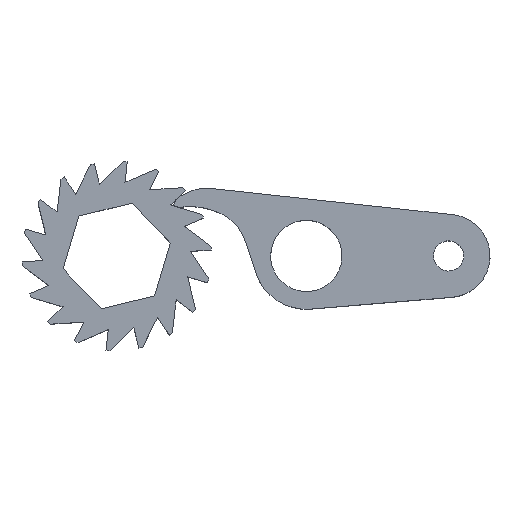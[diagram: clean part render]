
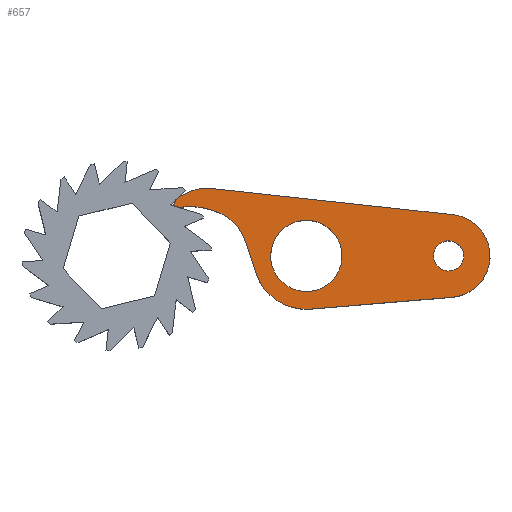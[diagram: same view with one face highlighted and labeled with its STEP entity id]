
A CAD part, top view. The second image highlights one B-rep face of the part: STEP entity #657.
In plain terms, the highlighted planar face has unit normal (0, 0, 1).
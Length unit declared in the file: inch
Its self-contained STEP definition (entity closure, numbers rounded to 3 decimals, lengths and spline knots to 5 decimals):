
#20 = AXIS2_PLACEMENT_3D ( 'NONE', #232, #1075, #352 ) ;
#27 = CARTESIAN_POINT ( 'NONE',  ( -0.58934, 0.13326, 0.17717 ) ) ;
#56 = VERTEX_POINT ( 'NONE', #2647 ) ;
#58 = AXIS2_PLACEMENT_3D ( 'NONE', #1050, #1437, #810 ) ;
#68 = CIRCLE ( 'NONE', #922, 0.375 ) ;
#79 = VECTOR ( 'NONE', #819, 39.37008 ) ;
#92 = CARTESIAN_POINT ( 'NONE',  ( 0., 0., 0.17717 ) ) ;
#99 = CARTESIAN_POINT ( 'NONE',  ( -0.32548, -0.05615, 0.17717 ) ) ;
#114 = CARTESIAN_POINT ( 'NONE',  ( 0.61001, 0.2951, 0.17717 ) ) ;
#157 = EDGE_CURVE ( 'NONE', #56, #897, #2285, .T. ) ;
#186 = CARTESIAN_POINT ( 'NONE',  ( 0.13182, -0.24844, 0.17717 ) ) ;
#211 = CARTESIAN_POINT ( 'NONE',  ( 0.68951, 0.2951, 0.17717 ) ) ;
#228 = DIRECTION ( 'NONE',  ( 0., 0., -1. ) ) ;
#232 = CARTESIAN_POINT ( 'NONE',  ( -0.51298, -0.22151, 0.17717 ) ) ;
#247 = DIRECTION ( 'NONE',  ( 0.661, -0.75, 0. ) ) ;
#257 = EDGE_CURVE ( 'NONE', #976, #1689, #855, .T. ) ;
#271 = PLANE ( 'NONE',  #2112 ) ;
#298 = CARTESIAN_POINT ( 'NONE',  ( -0.50157, 0.02823, 0.17717 ) ) ;
#310 = CARTESIAN_POINT ( 'NONE',  ( -0.75, -0.03, 0.17717 ) ) ;
#350 = DIRECTION ( 'NONE',  ( 0., 0., 1. ) ) ;
#352 = DIRECTION ( 'NONE',  ( 1., 0., 0. ) ) ;
#397 = DIRECTION ( 'NONE',  ( 1., 0., 0. ) ) ;
#437 = DIRECTION ( 'NONE',  ( 1., 0., 0. ) ) ;
#447 = FACE_BOUND ( 'NONE', #1800, .T. ) ;
#479 = VERTEX_POINT ( 'NONE', #734 ) ;
#480 = CARTESIAN_POINT ( 'NONE',  ( -0.21094, -0.18603, 0.17717 ) ) ;
#513 = EDGE_CURVE ( 'NONE', #1576, #1287, #1307, .T. ) ;
#530 = EDGE_LOOP ( 'NONE', ( #881, #1906, #1461, #2248, #2188, #1728, #2242, #1976, #1120, #843, #1665 ) ) ;
#587 = CIRCLE ( 'NONE', #1311, 0.0795 ) ;
#610 = EDGE_CURVE ( 'NONE', #479, #2779, #1208, .T. ) ;
#633 = CIRCLE ( 'NONE', #1992, 0.21875 ) ;
#637 = CIRCLE ( 'NONE', #1194, 0.188 ) ;
#653 = DIRECTION ( 'NONE',  ( 0., 0., 1. ) ) ;
#657 = ADVANCED_FACE ( 'NONE', ( #790, #1825, #447 ), #271, .T. ) ;
#684 = VECTOR ( 'NONE', #1618, 39.37008 ) ;
#734 = CARTESIAN_POINT ( 'NONE',  ( -0.72, -0.03, 0.17717 ) ) ;
#736 = DIRECTION ( 'NONE',  ( 0., 0., 1. ) ) ;
#758 = CARTESIAN_POINT ( 'NONE',  ( -0.75, 0., 0.17717 ) ) ;
#761 = CARTESIAN_POINT ( 'NONE',  ( 0.13182, -0.24844, 0.17717 ) ) ;
#765 = VECTOR ( 'NONE', #776, 39.37008 ) ;
#773 = DIRECTION ( 'NONE',  ( 1., 0., 0. ) ) ;
#776 = DIRECTION ( 'NONE',  ( -1., 0., 0. ) ) ;
#787 = CARTESIAN_POINT ( 'NONE',  ( 0.76901, 0.2951, 0.17717 ) ) ;
#790 = FACE_BOUND ( 'NONE', #892, .T. ) ;
#810 = DIRECTION ( 'NONE',  ( 1., 0., 0. ) ) ;
#819 = DIRECTION ( 'NONE',  ( -0.883, -0.469, 0. ) ) ;
#833 = VERTEX_POINT ( 'NONE', #298 ) ;
#838 = DIRECTION ( 'NONE',  ( 1., 0., 0. ) ) ;
#843 = ORIENTED_EDGE ( 'NONE', *, *, #1730, .F. ) ;
#855 = CIRCLE ( 'NONE', #2436, 0.0795 ) ;
#881 = ORIENTED_EDGE ( 'NONE', *, *, #1466, .T. ) ;
#892 = EDGE_LOOP ( 'NONE', ( #2645, #1185 ) ) ;
#896 = EDGE_CURVE ( 'NONE', #56, #1576, #633, .T. ) ;
#897 = VERTEX_POINT ( 'NONE', #761 ) ;
#922 = AXIS2_PLACEMENT_3D ( 'NONE', #1509, #228, #397 ) ;
#936 = CARTESIAN_POINT ( 'NONE',  ( 0.68951, 0.2951, 0.17717 ) ) ;
#972 = VECTOR ( 'NONE', #247, 39.37008 ) ;
#976 = VERTEX_POINT ( 'NONE', #787 ) ;
#1037 = EDGE_CURVE ( 'NONE', #833, #1775, #1727, .T. ) ;
#1050 = CARTESIAN_POINT ( 'NONE',  ( 0., 0., 0.17717 ) ) ;
#1075 = DIRECTION ( 'NONE',  ( 0., 0., -1. ) ) ;
#1113 = CARTESIAN_POINT ( 'NONE',  ( 0.90826, 0.2951, 0.17717 ) ) ;
#1120 = ORIENTED_EDGE ( 'NONE', *, *, #1941, .F. ) ;
#1157 = DIRECTION ( 'NONE',  ( 0., 0., 1. ) ) ;
#1166 = LINE ( 'NONE', #758, #684 ) ;
#1185 = ORIENTED_EDGE ( 'NONE', *, *, #1938, .F. ) ;
#1194 = AXIS2_PLACEMENT_3D ( 'NONE', #2586, #2132, #437 ) ;
#1203 = LINE ( 'NONE', #1590, #1773 ) ;
#1208 = LINE ( 'NONE', #1848, #765 ) ;
#1231 = AXIS2_PLACEMENT_3D ( 'NONE', #1245, #1319, #838 ) ;
#1245 = CARTESIAN_POINT ( 'NONE',  ( -0.52464, -0.10822, 0.17717 ) ) ;
#1287 = VERTEX_POINT ( 'NONE', #1613 ) ;
#1295 = DIRECTION ( 'NONE',  ( 1., 0., 0. ) ) ;
#1307 = CIRCLE ( 'NONE', #1894, 0.21875 ) ;
#1311 = AXIS2_PLACEMENT_3D ( 'NONE', #1648, #350, #2279 ) ;
#1319 = DIRECTION ( 'NONE',  ( 0., 0., -1. ) ) ;
#1325 = CARTESIAN_POINT ( 'NONE',  ( -0.75, 0., 0.17717 ) ) ;
#1340 = CARTESIAN_POINT ( 'NONE',  ( 0., 0., 0.17717 ) ) ;
#1357 = ORIENTED_EDGE ( 'NONE', *, *, #1445, .F. ) ;
#1437 = DIRECTION ( 'NONE',  ( 0., 0., 1. ) ) ;
#1445 = EDGE_CURVE ( 'NONE', #2206, #2602, #637, .T. ) ;
#1448 = CARTESIAN_POINT ( 'NONE',  ( 0.188, 0., 0.17717 ) ) ;
#1461 = ORIENTED_EDGE ( 'NONE', *, *, #2320, .T. ) ;
#1466 = EDGE_CURVE ( 'NONE', #479, #833, #68, .T. ) ;
#1489 = CIRCLE ( 'NONE', #1231, 0.25 ) ;
#1509 = CARTESIAN_POINT ( 'NONE',  ( -0.51868, -0.34638, 0.17717 ) ) ;
#1543 = CARTESIAN_POINT ( 'NONE',  ( -0.21094, -0.18603, 0.17717 ) ) ;
#1563 = VERTEX_POINT ( 'NONE', #480 ) ;
#1564 = DIRECTION ( 'NONE',  ( -0.956, -0.292, 0. ) ) ;
#1576 = VERTEX_POINT ( 'NONE', #1113 ) ;
#1590 = CARTESIAN_POINT ( 'NONE',  ( -0.0875, 0.28652, 0.17717 ) ) ;
#1598 = DIRECTION ( 'NONE',  ( 1., 0., 0. ) ) ;
#1613 = CARTESIAN_POINT ( 'NONE',  ( 0.62561, 0.50431, 0.17717 ) ) ;
#1618 = DIRECTION ( 'NONE',  ( 0., 1., 0. ) ) ;
#1628 = CIRCLE ( 'NONE', #58, 0.188 ) ;
#1648 = CARTESIAN_POINT ( 'NONE',  ( 0.68951, 0.2951, 0.17717 ) ) ;
#1665 = ORIENTED_EDGE ( 'NONE', *, *, #610, .F. ) ;
#1666 = EDGE_CURVE ( 'NONE', #1563, #897, #1820, .T. ) ;
#1689 = VERTEX_POINT ( 'NONE', #114 ) ;
#1718 = DIRECTION ( 'NONE',  ( 1., 0., 0. ) ) ;
#1727 = CIRCLE ( 'NONE', #20, 0.25 ) ;
#1728 = ORIENTED_EDGE ( 'NONE', *, *, #896, .T. ) ;
#1730 = EDGE_CURVE ( 'NONE', #2779, #2733, #1166, .T. ) ;
#1732 = DIRECTION ( 'NONE',  ( 0., 0., 1. ) ) ;
#1752 = EDGE_CURVE ( 'NONE', #1287, #2043, #1203, .T. ) ;
#1773 = VECTOR ( 'NONE', #1564, 39.37008 ) ;
#1775 = VERTEX_POINT ( 'NONE', #99 ) ;
#1800 = EDGE_LOOP ( 'NONE', ( #2535, #1357 ) ) ;
#1820 = CIRCLE ( 'NONE', #2766, 0.28125 ) ;
#1825 = FACE_OUTER_BOUND ( 'NONE', #530, .T. ) ;
#1848 = CARTESIAN_POINT ( 'NONE',  ( 0., -0.03, 0.17717 ) ) ;
#1877 = EDGE_CURVE ( 'NONE', #2602, #2206, #1628, .T. ) ;
#1894 = AXIS2_PLACEMENT_3D ( 'NONE', #2657, #1157, #1598 ) ;
#1906 = ORIENTED_EDGE ( 'NONE', *, *, #1037, .T. ) ;
#1938 = EDGE_CURVE ( 'NONE', #1689, #976, #587, .T. ) ;
#1941 = EDGE_CURVE ( 'NONE', #2733, #2043, #1489, .T. ) ;
#1976 = ORIENTED_EDGE ( 'NONE', *, *, #1752, .T. ) ;
#1992 = AXIS2_PLACEMENT_3D ( 'NONE', #936, #2709, #773 ) ;
#2020 = DIRECTION ( 'NONE',  ( 1., 0., 0. ) ) ;
#2043 = VERTEX_POINT ( 'NONE', #27 ) ;
#2062 = CARTESIAN_POINT ( 'NONE',  ( -0.188, 0., 0.17717 ) ) ;
#2112 = AXIS2_PLACEMENT_3D ( 'NONE', #1340, #1732, #1295 ) ;
#2132 = DIRECTION ( 'NONE',  ( 0., 0., 1. ) ) ;
#2144 = LINE ( 'NONE', #1543, #972 ) ;
#2188 = ORIENTED_EDGE ( 'NONE', *, *, #157, .F. ) ;
#2206 = VERTEX_POINT ( 'NONE', #1448 ) ;
#2242 = ORIENTED_EDGE ( 'NONE', *, *, #513, .T. ) ;
#2248 = ORIENTED_EDGE ( 'NONE', *, *, #1666, .T. ) ;
#2279 = DIRECTION ( 'NONE',  ( 1., 0., 0. ) ) ;
#2285 = LINE ( 'NONE', #186, #79 ) ;
#2320 = EDGE_CURVE ( 'NONE', #1775, #1563, #2144, .T. ) ;
#2436 = AXIS2_PLACEMENT_3D ( 'NONE', #211, #653, #1718 ) ;
#2535 = ORIENTED_EDGE ( 'NONE', *, *, #1877, .F. ) ;
#2586 = CARTESIAN_POINT ( 'NONE',  ( 0., 0., 0.17717 ) ) ;
#2602 = VERTEX_POINT ( 'NONE', #2062 ) ;
#2645 = ORIENTED_EDGE ( 'NONE', *, *, #257, .F. ) ;
#2647 = CARTESIAN_POINT ( 'NONE',  ( 0.79204, 0.10186, 0.17717 ) ) ;
#2657 = CARTESIAN_POINT ( 'NONE',  ( 0.68951, 0.2951, 0.17717 ) ) ;
#2709 = DIRECTION ( 'NONE',  ( 0., 0., 1. ) ) ;
#2733 = VERTEX_POINT ( 'NONE', #1325 ) ;
#2766 = AXIS2_PLACEMENT_3D ( 'NONE', #92, #736, #2020 ) ;
#2779 = VERTEX_POINT ( 'NONE', #310 ) ;
